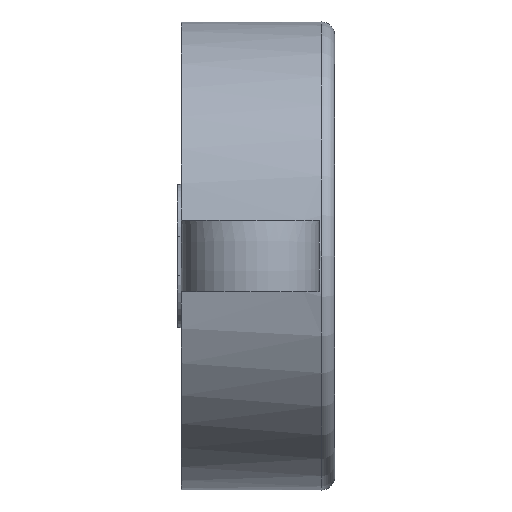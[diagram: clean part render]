
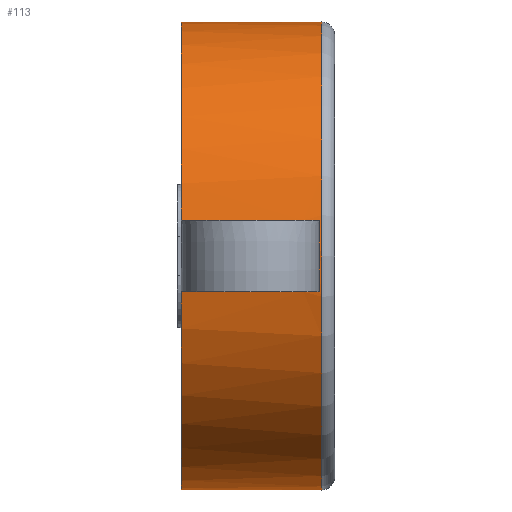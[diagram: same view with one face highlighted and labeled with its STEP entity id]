
A CAD part, left-side view. The second image highlights one B-rep face of the part: STEP entity #113.
In plain terms, the highlighted cylindrical face has radius 18 mm (diameter 36 mm), a full revolution.
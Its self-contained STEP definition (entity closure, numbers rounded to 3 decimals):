
#113 = ADVANCED_FACE( '', ( #227, #228, #229 ), #230, .T. );
#227 = FACE_OUTER_BOUND( '', #335, .T. );
#228 = FACE_OUTER_BOUND( '', #336, .T. );
#229 = FACE_BOUND( '', #337, .T. );
#230 = CYLINDRICAL_SURFACE( '', #338, 18. );
#335 = EDGE_LOOP( '', ( #592 ) );
#336 = EDGE_LOOP( '', ( #593, #594, #595, #596, #597, #598, #599, #600 ) );
#337 = EDGE_LOOP( '', ( #601, #602, #603, #604 ) );
#338 = AXIS2_PLACEMENT_3D( '', #605, #606, #607 );
#592 = ORIENTED_EDGE( '', *, *, #719, .F. );
#593 = ORIENTED_EDGE( '', *, *, #717, .F. );
#594 = ORIENTED_EDGE( '', *, *, #684, .F. );
#595 = ORIENTED_EDGE( '', *, *, #725, .F. );
#596 = ORIENTED_EDGE( '', *, *, #642, .F. );
#597 = ORIENTED_EDGE( '', *, *, #646, .F. );
#598 = ORIENTED_EDGE( '', *, *, #722, .T. );
#599 = ORIENTED_EDGE( '', *, *, #707, .T. );
#600 = ORIENTED_EDGE( '', *, *, #638, .F. );
#601 = ORIENTED_EDGE( '', *, *, #726, .F. );
#602 = ORIENTED_EDGE( '', *, *, #711, .T. );
#603 = ORIENTED_EDGE( '', *, *, #716, .F. );
#604 = ORIENTED_EDGE( '', *, *, #704, .T. );
#605 = CARTESIAN_POINT( '', ( 0., 9.3, 0. ) );
#606 = DIRECTION( '', ( 0., -1., 0. ) );
#607 = DIRECTION( '', ( 0., 0., 1. ) );
#638 = EDGE_CURVE( '', #760, #762, #763, .T. );
#642 = EDGE_CURVE( '', #768, #755, #770, .T. );
#646 = EDGE_CURVE( '', #774, #768, #776, .T. );
#684 = EDGE_CURVE( '', #831, #829, #833, .T. );
#704 = EDGE_CURVE( '', #857, #855, #858, .F. );
#707 = EDGE_CURVE( '', #861, #762, #862, .T. );
#711 = EDGE_CURVE( '', #867, #865, #868, .T. );
#716 = EDGE_CURVE( '', #857, #865, #874, .T. );
#717 = EDGE_CURVE( '', #829, #760, #875, .T. );
#719 = EDGE_CURVE( '', #877, #877, #878, .T. );
#722 = EDGE_CURVE( '', #774, #861, #881, .F. );
#725 = EDGE_CURVE( '', #755, #831, #884, .F. );
#726 = EDGE_CURVE( '', #867, #855, #885, .F. );
#755 = VERTEX_POINT( '', #922 );
#760 = VERTEX_POINT( '', #928 );
#762 = VERTEX_POINT( '', #931 );
#763 = CIRCLE( '', #932, 18. );
#768 = VERTEX_POINT( '', #938 );
#770 = CIRCLE( '', #941, 18. );
#774 = VERTEX_POINT( '', #946 );
#776 = LINE( '', #949, #950 );
#829 = VERTEX_POINT( '', #1080 );
#831 = VERTEX_POINT( '', #1083 );
#833 = CIRCLE( '', #1086, 18. );
#855 = VERTEX_POINT( '', #1188 );
#857 = VERTEX_POINT( '', #1191 );
#858 = CIRCLE( '', #1192, 18. );
#861 = VERTEX_POINT( '', #1196 );
#862 = LINE( '', #1197, #1198 );
#865 = VERTEX_POINT( '', #1202 );
#867 = VERTEX_POINT( '', #1205 );
#868 = CIRCLE( '', #1206, 18. );
#874 = LINE( '', #1213, #1214 );
#875 = LINE( '', #1215, #1216 );
#877 = VERTEX_POINT( '', #1218 );
#878 = CIRCLE( '', #1219, 18. );
#881 = CIRCLE( '', #1222, 18. );
#884 = LINE( '', #1225, #1226 );
#885 = LINE( '', #1227, #1228 );
#922 = CARTESIAN_POINT( '', ( -17.789, 11.8, -2.75 ) );
#928 = CARTESIAN_POINT( '', ( -17.789, 11.8, 2.75 ) );
#931 = CARTESIAN_POINT( '', ( 9., 11.8, 15.588 ) );
#932 = AXIS2_PLACEMENT_3D( '', #1255, #1256, #1257 );
#938 = CARTESIAN_POINT( '', ( 9., 11.8, -15.588 ) );
#941 = AXIS2_PLACEMENT_3D( '', #1263, #1264, #1265 );
#946 = CARTESIAN_POINT( '', ( 9., 9.3, -15.588 ) );
#949 = CARTESIAN_POINT( '', ( 9., 9.3, -15.588 ) );
#950 = VECTOR( '', #1268, 1000. );
#1080 = CARTESIAN_POINT( '', ( -17.789, 10.6, 2.75 ) );
#1083 = CARTESIAN_POINT( '', ( -17.789, 10.6, -2.75 ) );
#1086 = AXIS2_PLACEMENT_3D( '', #1313, #1314, #1315 );
#1188 = CARTESIAN_POINT( '', ( -17.789, 1.2, -2.75 ) );
#1191 = CARTESIAN_POINT( '', ( -17.789, 1.2, 2.75 ) );
#1192 = AXIS2_PLACEMENT_3D( '', #1334, #1335, #1336 );
#1196 = CARTESIAN_POINT( '', ( 9., 9.3, 15.588 ) );
#1197 = CARTESIAN_POINT( '', ( 9., 9.3, 15.588 ) );
#1198 = VECTOR( '', #1338, 1000. );
#1202 = CARTESIAN_POINT( '', ( -17.789, 2.4, 2.75 ) );
#1205 = CARTESIAN_POINT( '', ( -17.789, 2.4, -2.75 ) );
#1206 = AXIS2_PLACEMENT_3D( '', #1341, #1342, #1343 );
#1213 = CARTESIAN_POINT( '', ( -17.789, 9.3, 2.75 ) );
#1214 = VECTOR( '', #1348, 1000. );
#1215 = CARTESIAN_POINT( '', ( -17.789, 9.3, 2.75 ) );
#1216 = VECTOR( '', #1349, 1000. );
#1218 = CARTESIAN_POINT( '', ( 0., 1., -18. ) );
#1219 = AXIS2_PLACEMENT_3D( '', #1350, #1351, #1352 );
#1222 = AXIS2_PLACEMENT_3D( '', #1353, #1354, #1355 );
#1225 = CARTESIAN_POINT( '', ( -17.789, 9.3, -2.75 ) );
#1226 = VECTOR( '', #1356, 1000. );
#1227 = CARTESIAN_POINT( '', ( -17.789, 9.3, -2.75 ) );
#1228 = VECTOR( '', #1357, 1000. );
#1255 = CARTESIAN_POINT( '', ( 0., 11.8, 0. ) );
#1256 = DIRECTION( '', ( 0., 1., 0. ) );
#1257 = DIRECTION( '', ( 1., 0., 0. ) );
#1263 = CARTESIAN_POINT( '', ( 0., 11.8, 0. ) );
#1264 = DIRECTION( '', ( 0., 1., 0. ) );
#1265 = DIRECTION( '', ( 1., 0., 0. ) );
#1268 = DIRECTION( '', ( 0., 1., 0. ) );
#1313 = CARTESIAN_POINT( '', ( 0., 10.6, 0. ) );
#1314 = DIRECTION( '', ( 0., 1., 0. ) );
#1315 = DIRECTION( '', ( 0., 0., 1. ) );
#1334 = CARTESIAN_POINT( '', ( 0., 1.2, 0. ) );
#1335 = DIRECTION( '', ( 0., 1., 0. ) );
#1336 = DIRECTION( '', ( 0., 0., 1. ) );
#1338 = DIRECTION( '', ( 0., 1., 0. ) );
#1341 = CARTESIAN_POINT( '', ( 0., 2.4, 0. ) );
#1342 = DIRECTION( '', ( 0., 1., 0. ) );
#1343 = DIRECTION( '', ( 0., 0., 1. ) );
#1348 = DIRECTION( '', ( 0., 1., 0. ) );
#1349 = DIRECTION( '', ( 0., 1., 0. ) );
#1350 = CARTESIAN_POINT( '', ( 0., 1., 0. ) );
#1351 = DIRECTION( '', ( 0., -1., 0. ) );
#1352 = DIRECTION( '', ( 0., 0., -1. ) );
#1353 = CARTESIAN_POINT( '', ( 0., 9.3, 0. ) );
#1354 = DIRECTION( '', ( 0., 1., 0. ) );
#1355 = DIRECTION( '', ( 0., 0., 1. ) );
#1356 = DIRECTION( '', ( 0., 1., 0. ) );
#1357 = DIRECTION( '', ( 0., 1., 0. ) );
